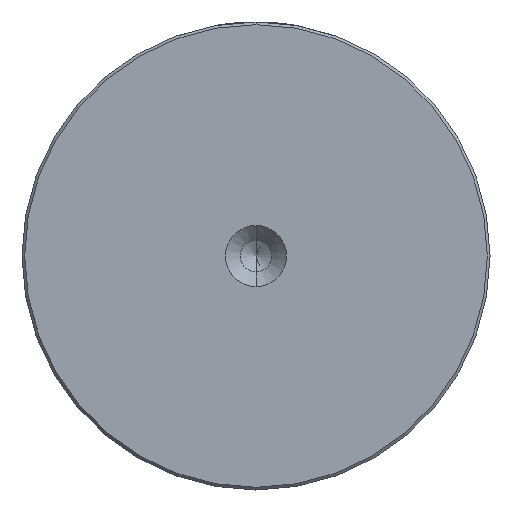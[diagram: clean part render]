
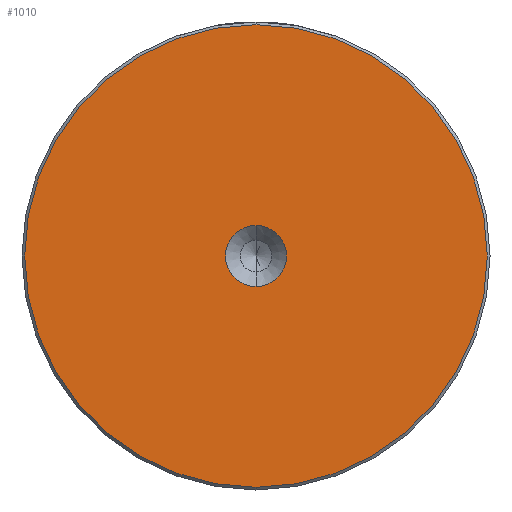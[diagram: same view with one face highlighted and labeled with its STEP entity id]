
A CAD part, left-side view. The second image highlights one B-rep face of the part: STEP entity #1010.
In plain terms, the highlighted planar face has unit normal (-1, 0, 0).
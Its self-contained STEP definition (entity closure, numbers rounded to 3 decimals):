
#132 = DIRECTION ( 'NONE',  ( -1., 0., 0. ) ) ;
#208 = FACE_BOUND ( 'NONE', #2377, .T. ) ;
#210 = CARTESIAN_POINT ( 'NONE',  ( 0., 0., 0. ) ) ;
#224 = ORIENTED_EDGE ( 'NONE', *, *, #1375, .T. ) ;
#337 = AXIS2_PLACEMENT_3D ( 'NONE', #925, #2279, #1118 ) ;
#408 = CIRCLE ( 'NONE', #496, 5.6 ) ;
#441 = ORIENTED_EDGE ( 'NONE', *, *, #1444, .F. ) ;
#496 = AXIS2_PLACEMENT_3D ( 'NONE', #2291, #1128, #2471 ) ;
#513 = DIRECTION ( 'NONE',  ( 0., 0., 1. ) ) ;
#758 = FACE_OUTER_BOUND ( 'NONE', #1930, .T. ) ;
#774 = AXIS2_PLACEMENT_3D ( 'NONE', #2310, #132, #1546 ) ;
#925 = CARTESIAN_POINT ( 'NONE',  ( 0., 0., 0. ) ) ;
#943 = ORIENTED_EDGE ( 'NONE', *, *, #2392, .F. ) ;
#967 = EDGE_CURVE ( 'NONE', #1687, #1849, #1865, .T. ) ;
#1010 = ADVANCED_FACE ( 'NONE', ( #758, #208 ), #2117, .T. ) ;
#1096 = CARTESIAN_POINT ( 'NONE',  ( 0., 0., 0. ) ) ;
#1118 = DIRECTION ( 'NONE',  ( 0., 0., 1. ) ) ;
#1128 = DIRECTION ( 'NONE',  ( -1., 0., 0. ) ) ;
#1299 = DIRECTION ( 'NONE',  ( 0., 0., 1. ) ) ;
#1375 = EDGE_CURVE ( 'NONE', #1849, #1687, #2089, .T. ) ;
#1422 = ORIENTED_EDGE ( 'NONE', *, *, #967, .T. ) ;
#1444 = EDGE_CURVE ( 'NONE', #1801, #1860, #2067, .T. ) ;
#1546 = DIRECTION ( 'NONE',  ( 0., 0., 1. ) ) ;
#1687 = VERTEX_POINT ( 'NONE', #2236 ) ;
#1801 = VERTEX_POINT ( 'NONE', #2446 ) ;
#1815 = DIRECTION ( 'NONE',  ( -1., 0., 0. ) ) ;
#1849 = VERTEX_POINT ( 'NONE', #2286 ) ;
#1860 = VERTEX_POINT ( 'NONE', #2276 ) ;
#1865 = CIRCLE ( 'NONE', #2502, 42.5 ) ;
#1930 = EDGE_LOOP ( 'NONE', ( #1422, #224 ) ) ;
#1983 = AXIS2_PLACEMENT_3D ( 'NONE', #1096, #2442, #1299 ) ;
#2067 = CIRCLE ( 'NONE', #337, 5.6 ) ;
#2089 = CIRCLE ( 'NONE', #1983, 42.5 ) ;
#2117 = PLANE ( 'NONE',  #774 ) ;
#2236 = CARTESIAN_POINT ( 'NONE',  ( 0., 0., -42.5 ) ) ;
#2276 = CARTESIAN_POINT ( 'NONE',  ( 0., 0., 5.6 ) ) ;
#2279 = DIRECTION ( 'NONE',  ( -1., 0., 0. ) ) ;
#2286 = CARTESIAN_POINT ( 'NONE',  ( 0., 0., 42.5 ) ) ;
#2291 = CARTESIAN_POINT ( 'NONE',  ( 0., 0., 0. ) ) ;
#2310 = CARTESIAN_POINT ( 'NONE',  ( 0., 0., 0. ) ) ;
#2377 = EDGE_LOOP ( 'NONE', ( #943, #441 ) ) ;
#2392 = EDGE_CURVE ( 'NONE', #1860, #1801, #408, .T. ) ;
#2442 = DIRECTION ( 'NONE',  ( -1., 0., 0. ) ) ;
#2446 = CARTESIAN_POINT ( 'NONE',  ( 0., 0., -5.6 ) ) ;
#2471 = DIRECTION ( 'NONE',  ( 0., 0., 1. ) ) ;
#2502 = AXIS2_PLACEMENT_3D ( 'NONE', #210, #1815, #513 ) ;
